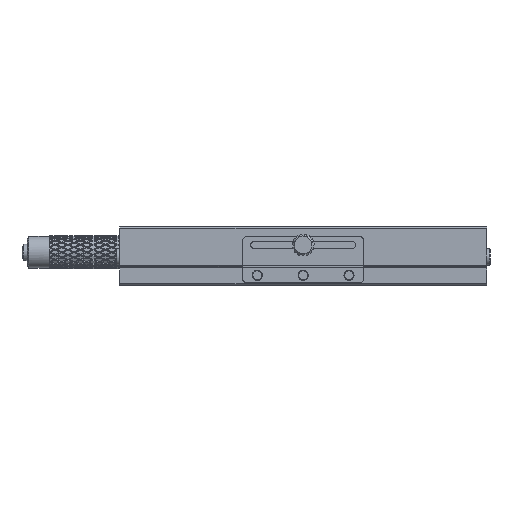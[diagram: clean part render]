
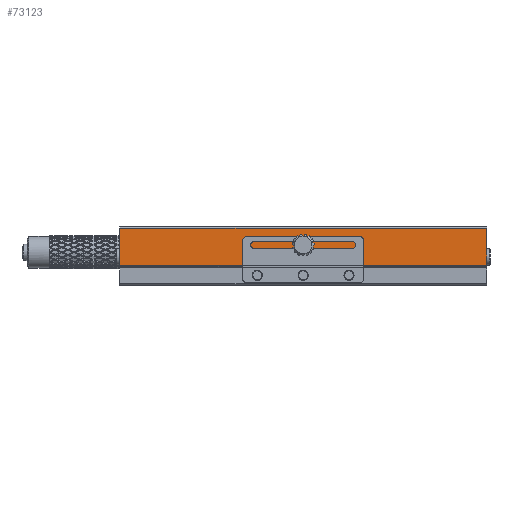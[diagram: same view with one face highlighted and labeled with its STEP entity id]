
A CAD part, front view. The second image highlights one B-rep face of the part: STEP entity #73123.
In plain terms, the highlighted planar face has unit normal (0, -1, 0).
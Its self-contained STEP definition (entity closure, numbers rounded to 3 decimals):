
#1411 = VECTOR ( 'NONE', #23063, 1000. ) ;
#3454 = VERTEX_POINT ( 'NONE', #78997 ) ;
#3939 = ORIENTED_EDGE ( 'NONE', *, *, #86998, .F. ) ;
#9587 = CIRCLE ( 'NONE', #39226, 4. ) ;
#12685 = PLANE ( 'NONE',  #79993 ) ;
#12779 = CARTESIAN_POINT ( 'NONE',  ( -100., -100., 31. ) ) ;
#17339 = CARTESIAN_POINT ( 'NONE',  ( 100., -100., 32. ) ) ;
#18228 = EDGE_LOOP ( 'NONE', ( #73250 ) ) ;
#21075 = CARTESIAN_POINT ( 'NONE',  ( -100., -100., 11. ) ) ;
#23063 = DIRECTION ( 'NONE',  ( 1., 0., 0. ) ) ;
#23668 = CARTESIAN_POINT ( 'NONE',  ( 100., -100., 31. ) ) ;
#25776 = EDGE_LOOP ( 'NONE', ( #69319, #56235, #38106, #3939 ) ) ;
#30049 = CARTESIAN_POINT ( 'NONE',  ( -100., -100., 31. ) ) ;
#33593 = FACE_BOUND ( 'NONE', #18228, .T. ) ;
#36986 = LINE ( 'NONE', #30049, #1411 ) ;
#38106 = ORIENTED_EDGE ( 'NONE', *, *, #82058, .F. ) ;
#39226 = AXIS2_PLACEMENT_3D ( 'NONE', #64499, #78900, #85858 ) ;
#41008 = CARTESIAN_POINT ( 'NONE',  ( -100., -100., 31. ) ) ;
#41131 = VECTOR ( 'NONE', #72576, 1000. ) ;
#41257 = VECTOR ( 'NONE', #51700, 1000. ) ;
#41452 = DIRECTION ( 'NONE',  ( 0., -1., 0. ) ) ;
#41938 = EDGE_CURVE ( 'NONE', #58178, #58178, #9587, .T. ) ;
#43308 = VERTEX_POINT ( 'NONE', #23668 ) ;
#44056 = DIRECTION ( 'NONE',  ( 0., 0., -1. ) ) ;
#44267 = LINE ( 'NONE', #21075, #41131 ) ;
#50280 = VERTEX_POINT ( 'NONE', #50507 ) ;
#50331 = VECTOR ( 'NONE', #44056, 1000. ) ;
#50507 = CARTESIAN_POINT ( 'NONE',  ( 100., -100., 11. ) ) ;
#51700 = DIRECTION ( 'NONE',  ( 0., 0., -1. ) ) ;
#54935 = FACE_OUTER_BOUND ( 'NONE', #25776, .T. ) ;
#56235 = ORIENTED_EDGE ( 'NONE', *, *, #64674, .T. ) ;
#58178 = VERTEX_POINT ( 'NONE', #58646 ) ;
#58646 = CARTESIAN_POINT ( 'NONE',  ( 0., -100., 26. ) ) ;
#64499 = CARTESIAN_POINT ( 'NONE',  ( 0., -100., 22. ) ) ;
#64674 = EDGE_CURVE ( 'NONE', #3454, #50280, #44267, .T. ) ;
#69319 = ORIENTED_EDGE ( 'NONE', *, *, #72707, .T. ) ;
#70667 = DIRECTION ( 'NONE',  ( -1., 0., 0. ) ) ;
#70987 = CARTESIAN_POINT ( 'NONE',  ( -100., -100., 32. ) ) ;
#72576 = DIRECTION ( 'NONE',  ( 1., 0., 0. ) ) ;
#72707 = EDGE_CURVE ( 'NONE', #84791, #3454, #78419, .T. ) ;
#73123 = ADVANCED_FACE ( 'NONE', ( #54935, #33593 ), #12685, .T. ) ;
#73250 = ORIENTED_EDGE ( 'NONE', *, *, #41938, .T. ) ;
#78419 = LINE ( 'NONE', #70987, #50331 ) ;
#78900 = DIRECTION ( 'NONE',  ( 0., 1., 0. ) ) ;
#78997 = CARTESIAN_POINT ( 'NONE',  ( -100., -100., 11. ) ) ;
#79993 = AXIS2_PLACEMENT_3D ( 'NONE', #41008, #41452, #70667 ) ;
#80490 = LINE ( 'NONE', #17339, #41257 ) ;
#82058 = EDGE_CURVE ( 'NONE', #43308, #50280, #80490, .T. ) ;
#84791 = VERTEX_POINT ( 'NONE', #12779 ) ;
#85858 = DIRECTION ( 'NONE',  ( 0., 0., 1. ) ) ;
#86998 = EDGE_CURVE ( 'NONE', #84791, #43308, #36986, .T. ) ;
